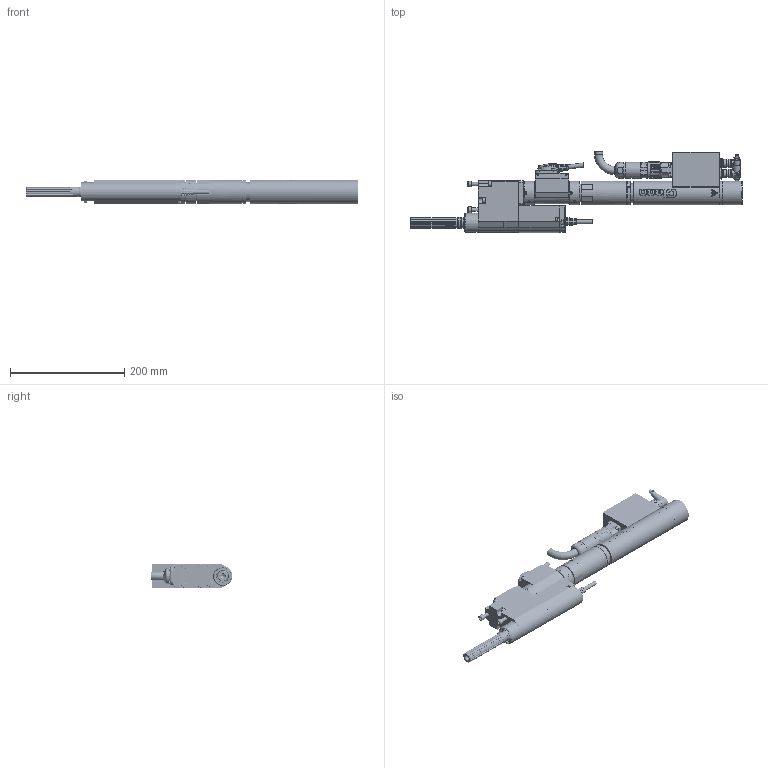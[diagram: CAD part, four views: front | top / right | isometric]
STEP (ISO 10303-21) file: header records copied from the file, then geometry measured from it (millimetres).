
FILE_DESCRIPTION(/* description */ (''),/* implementation_level */ '2;1');
FILE_NAME(/* name */ '1BD12T2O-A_IAM_001.iam.step',/* time_stamp */ '2021-07-27T16:43:53+02:00',/* author */ ('cideon'),/* organization */ (''),/* preprocessor_version */ 'ST-DEVELOPER v17.2',/* originating_system */ 'Autodesk Inventor 2019',/* authorisation */ '');
FILE_SCHEMA (('AUTOMOTIVE_DESIGN { 1 0 10303 214 3 1 1 }'));
Products named in the file (1): Bauteil1
Bounding box: 581.5 x 141.99 x 42.55 mm (x, y, z)
Volume: 952510.7 mm3; surface area: 257994.7 mm2
Topology: 3 solids, 3 shells, 5130 faces, 14179 edges, 9267 vertices
Faces by surface type: plane 2935, cylinder 1230, bspline 399, cone 324, torus 222, sphere 20
Full cylindrical faces by diameter (mm): 0.434 x4, 0.6 x32, 1.5 x2, 1.83 x4, 2.1 x2, 2.5 x6, 3 x8, 3.2 x2, 3.3 x4, 3.5 x4, 4 x11, 4.02 x2, 4.2 x4, 4.3 x4, 4.8 x1, 5 x9, 5.1 x1, 5.2 x1, 5.5 x8, 5.9 x2, 6 x8, 6.3 x2, 6.4 x1, 6.8 x1, 7 x4, 7.2 x4, 7.3 x3, 8 x4, 8.5 x4, 9 x1
Entity records: 236142 total; most frequent: CARTESIAN_POINT 102851, ORIENTED_EDGE 28304, DIRECTION 26116, EDGE_CURVE 14152, AXIS2_PLACEMENT_3D 9470, VERTEX_POINT 9267, LINE 7176, VECTOR 7176
